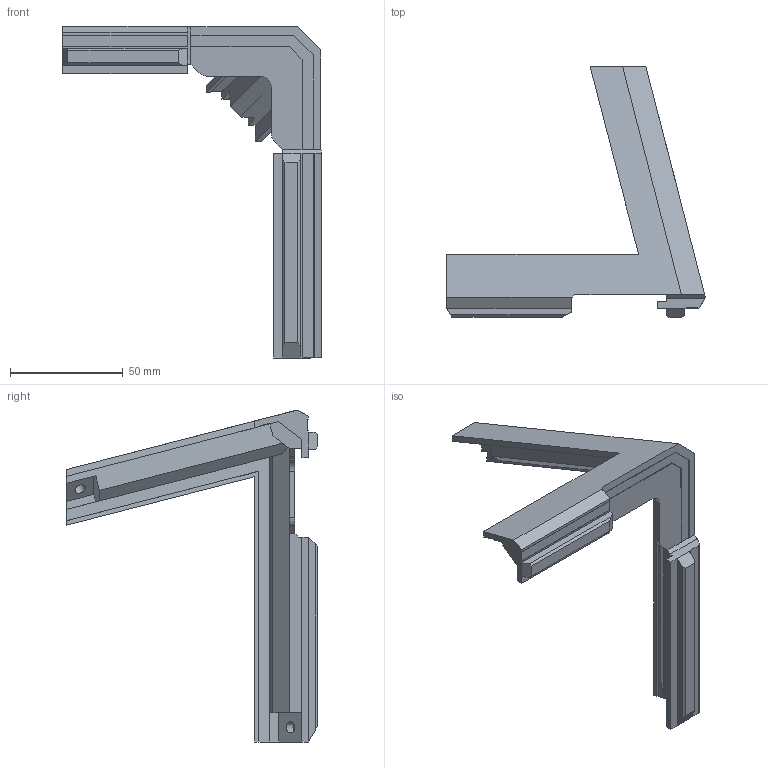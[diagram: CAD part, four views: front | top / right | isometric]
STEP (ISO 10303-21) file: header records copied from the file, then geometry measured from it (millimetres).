
FILE_DESCRIPTION(/* description */ (''),/* implementation_level */ '2;1');
FILE_NAME(/* name */ 'BottomCorner FrontRight.step',/* time_stamp */ '2021-10-30T22:11:01+02:00',/* author */ (''),/* organization */ (''),/* preprocessor_version */ 'ST-DEVELOPER v18.1',/* originating_system */ 'Autodesk Translation Framework v10.10.0.1391',/* authorisation */ '');
FILE_SCHEMA (('AUTOMOTIVE_DESIGN { 1 0 10303 214 3 1 1 }'));
Length unit declared in the file: millimetre
Products named in the file (1): VCore Lid
Bounding box: 114.56 x 111.15 x 147.03 mm (x, y, z)
Volume: 79791.4 mm3; surface area: 28542.7 mm2
Topology: 1 solids, 1 shells, 100 faces, 273 edges, 178 vertices
Faces by surface type: plane 94, cylinder 6
Full cylindrical faces by diameter (mm): 4.6 x1, 4.9 x1, 5 x1
Entity records: 3122 total; most frequent: CARTESIAN_POINT 552, ORIENTED_EDGE 546, DIRECTION 487, EDGE_CURVE 273, LINE 261, VECTOR 261, VERTEX_POINT 178, AXIS2_PLACEMENT_3D 113
